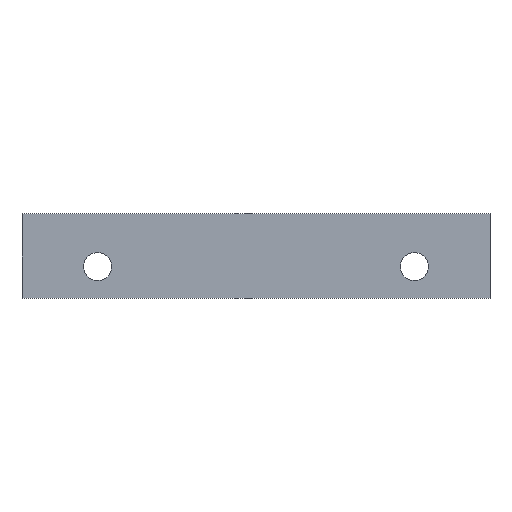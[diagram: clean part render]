
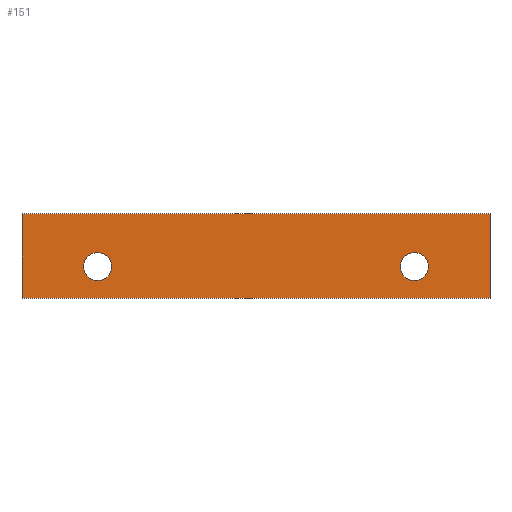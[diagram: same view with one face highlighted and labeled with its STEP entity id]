
A CAD part, top view. The second image highlights one B-rep face of the part: STEP entity #151.
In plain terms, the highlighted planar face has unit normal (0, 0, 1).
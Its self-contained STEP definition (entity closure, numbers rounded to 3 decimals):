
#15=FACE_BOUND('',#40,.T.);
#16=FACE_BOUND('',#41,.T.);
#23=PLANE('',#183);
#31=FACE_OUTER_BOUND('',#39,.T.);
#39=EDGE_LOOP('',(#131,#132,#133,#134));
#40=EDGE_LOOP('',(#135));
#41=EDGE_LOOP('',(#136));
#49=LINE('',#245,#63);
#52=LINE('',#251,#66);
#55=LINE('',#257,#69);
#58=LINE('',#261,#72);
#63=VECTOR('',#205,10.);
#66=VECTOR('',#210,10.);
#69=VECTOR('',#215,10.);
#72=VECTOR('',#220,10.);
#73=CIRCLE('',#174,4.);
#75=CIRCLE('',#177,4.);
#77=VERTEX_POINT('',#227);
#79=VERTEX_POINT('',#233);
#83=VERTEX_POINT('',#242);
#84=VERTEX_POINT('',#244);
#86=VERTEX_POINT('',#250);
#88=VERTEX_POINT('',#256);
#89=EDGE_CURVE('',#77,#77,#73,.T.);
#92=EDGE_CURVE('',#79,#79,#75,.T.);
#97=EDGE_CURVE('',#84,#83,#49,.T.);
#100=EDGE_CURVE('',#86,#84,#52,.T.);
#103=EDGE_CURVE('',#88,#86,#55,.T.);
#106=EDGE_CURVE('',#83,#88,#58,.T.);
#131=ORIENTED_EDGE('',*,*,#106,.T.);
#132=ORIENTED_EDGE('',*,*,#103,.T.);
#133=ORIENTED_EDGE('',*,*,#100,.T.);
#134=ORIENTED_EDGE('',*,*,#97,.T.);
#135=ORIENTED_EDGE('',*,*,#92,.T.);
#136=ORIENTED_EDGE('',*,*,#89,.T.);
#151=ADVANCED_FACE('',(#31,#15,#16),#23,.T.);
#174=AXIS2_PLACEMENT_3D('',#228,#189,#190);
#177=AXIS2_PLACEMENT_3D('',#234,#196,#197);
#183=AXIS2_PLACEMENT_3D('',#262,#221,#222);
#189=DIRECTION('center_axis',(0.,0.,-1.));
#190=DIRECTION('ref_axis',(-1.,0.,0.));
#196=DIRECTION('center_axis',(0.,0.,-1.));
#197=DIRECTION('ref_axis',(-1.,0.,0.));
#205=DIRECTION('',(1.,0.,0.));
#210=DIRECTION('',(0.,-1.,0.));
#215=DIRECTION('',(-1.,0.,0.));
#220=DIRECTION('',(0.,1.,0.));
#221=DIRECTION('center_axis',(0.,0.,1.));
#222=DIRECTION('ref_axis',(1.,0.,0.));
#227=CARTESIAN_POINT('',(49.,-3.,1.5));
#228=CARTESIAN_POINT('Origin',(45.,-3.,1.5));
#233=CARTESIAN_POINT('',(-41.,-3.,1.5));
#234=CARTESIAN_POINT('Origin',(-45.,-3.,1.5));
#242=CARTESIAN_POINT('',(66.5,-12.,1.5));
#244=CARTESIAN_POINT('',(-66.5,-12.,1.5));
#245=CARTESIAN_POINT('',(-66.5,-12.,1.5));
#250=CARTESIAN_POINT('',(-66.5,12.,1.5));
#251=CARTESIAN_POINT('',(-66.5,12.,1.5));
#256=CARTESIAN_POINT('',(66.5,12.,1.5));
#257=CARTESIAN_POINT('',(66.5,12.,1.5));
#261=CARTESIAN_POINT('',(66.5,-12.,1.5));
#262=CARTESIAN_POINT('Origin',(0.,0.,1.5));
